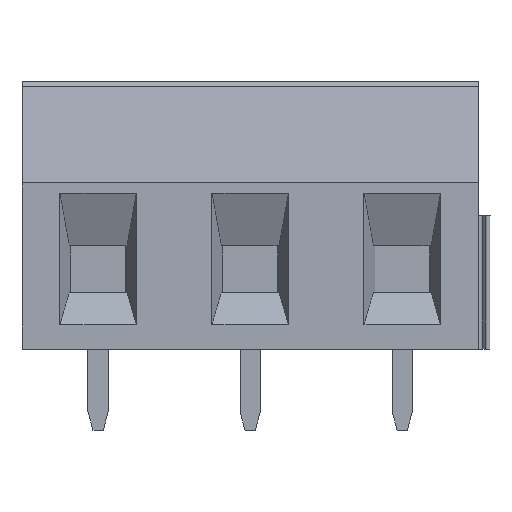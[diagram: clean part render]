
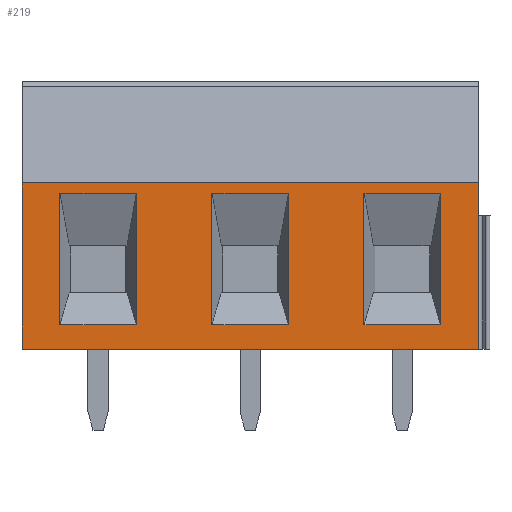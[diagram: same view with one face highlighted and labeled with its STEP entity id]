
A CAD part, top view. The second image highlights one B-rep face of the part: STEP entity #219.
In plain terms, the highlighted planar face has unit normal (0, 0, 1).
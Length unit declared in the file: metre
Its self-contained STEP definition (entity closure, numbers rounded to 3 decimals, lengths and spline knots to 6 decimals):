
#219=ADVANCED_FACE('',(#569,#570,#571,#572),#573,.T.);
#569=FACE_BOUND('',#1065,.T.);
#570=FACE_OUTER_BOUND('',#1066,.T.);
#571=FACE_BOUND('',#1067,.T.);
#572=FACE_BOUND('',#1068,.T.);
#573=PLANE('',#1069);
#1065=EDGE_LOOP('',(#1677,#1678,#1679,#1680));
#1066=EDGE_LOOP('',(#1681,#1682,#1683,#1684,#1685,#1686,#1687,#1688));
#1067=EDGE_LOOP('',(#1689,#1690,#1691,#1692));
#1068=EDGE_LOOP('',(#1693,#1694,#1695,#1696));
#1069=AXIS2_PLACEMENT_3D('',#1697,#1698,#1699);
#1677=ORIENTED_EDGE('',*,*,#3066,.F.);
#1678=ORIENTED_EDGE('',*,*,#3067,.T.);
#1679=ORIENTED_EDGE('',*,*,#3068,.T.);
#1680=ORIENTED_EDGE('',*,*,#3069,.T.);
#1681=ORIENTED_EDGE('',*,*,#3070,.F.);
#1682=ORIENTED_EDGE('',*,*,#3071,.T.);
#1683=ORIENTED_EDGE('',*,*,#3072,.T.);
#1684=ORIENTED_EDGE('',*,*,#3073,.F.);
#1685=ORIENTED_EDGE('',*,*,#3074,.F.);
#1686=ORIENTED_EDGE('',*,*,#3075,.F.);
#1687=ORIENTED_EDGE('',*,*,#3076,.F.);
#1688=ORIENTED_EDGE('',*,*,#3077,.F.);
#1689=ORIENTED_EDGE('',*,*,#3013,.T.);
#1690=ORIENTED_EDGE('',*,*,#3078,.T.);
#1691=ORIENTED_EDGE('',*,*,#3079,.F.);
#1692=ORIENTED_EDGE('',*,*,#3080,.T.);
#1693=ORIENTED_EDGE('',*,*,#3081,.T.);
#1694=ORIENTED_EDGE('',*,*,#3047,.T.);
#1695=ORIENTED_EDGE('',*,*,#3027,.F.);
#1696=ORIENTED_EDGE('',*,*,#3034,.T.);
#1697=CARTESIAN_POINT('',(0.02762,-0.000005,0.0));
#1698=DIRECTION('',(0.0,0.0,1.0));
#1699=DIRECTION('',(1.0,0.0,0.0));
#3013=EDGE_CURVE('',#3632,#3629,#3633,.T.);
#3027=EDGE_CURVE('',#3653,#3655,#3656,.T.);
#3034=EDGE_CURVE('',#3653,#3665,#3667,.T.);
#3047=EDGE_CURVE('',#3689,#3655,#3690,.T.);
#3066=EDGE_CURVE('',#3723,#3724,#3725,.T.);
#3067=EDGE_CURVE('',#3723,#3726,#3727,.T.);
#3068=EDGE_CURVE('',#3726,#3728,#3729,.T.);
#3069=EDGE_CURVE('',#3728,#3724,#3730,.T.);
#3070=EDGE_CURVE('',#3731,#3732,#3733,.T.);
#3071=EDGE_CURVE('',#3731,#3734,#3735,.T.);
#3072=EDGE_CURVE('',#3734,#3736,#3737,.T.);
#3073=EDGE_CURVE('',#3738,#3736,#3739,.T.);
#3074=EDGE_CURVE('',#3740,#3738,#3741,.T.);
#3075=EDGE_CURVE('',#3742,#3740,#3743,.T.);
#3076=EDGE_CURVE('',#3744,#3742,#3745,.T.);
#3077=EDGE_CURVE('',#3732,#3744,#3746,.T.);
#3078=EDGE_CURVE('',#3629,#3747,#3748,.T.);
#3079=EDGE_CURVE('',#3749,#3747,#3750,.T.);
#3080=EDGE_CURVE('',#3749,#3632,#3751,.T.);
#3081=EDGE_CURVE('',#3665,#3689,#3752,.T.);
#3629=VERTEX_POINT('',#4524);
#3632=VERTEX_POINT('',#4528);
#3633=LINE('',#4529,#4530);
#3653=VERTEX_POINT('',#4559);
#3655=VERTEX_POINT('',#4562);
#3656=LINE('',#4563,#4564);
#3665=VERTEX_POINT('',#4577);
#3667=LINE('',#4580,#4581);
#3689=VERTEX_POINT('',#4611);
#3690=LINE('',#4612,#4613);
#3723=VERTEX_POINT('',#4662);
#3724=VERTEX_POINT('',#4663);
#3725=LINE('',#4664,#4665);
#3726=VERTEX_POINT('',#4666);
#3727=LINE('',#4667,#4668);
#3728=VERTEX_POINT('',#4669);
#3729=LINE('',#4670,#4671);
#3730=LINE('',#4672,#4673);
#3731=VERTEX_POINT('',#4674);
#3732=VERTEX_POINT('',#4675);
#3733=LINE('',#4676,#4677);
#3734=VERTEX_POINT('',#4678);
#3735=LINE('',#4679,#4680);
#3736=VERTEX_POINT('',#4681);
#3737=LINE('',#4682,#4683);
#3738=VERTEX_POINT('',#4684);
#3739=LINE('',#4685,#4686);
#3740=VERTEX_POINT('',#4687);
#3741=LINE('',#4688,#4689);
#3742=VERTEX_POINT('',#4690);
#3743=LINE('',#4691,#4692);
#3744=VERTEX_POINT('',#4693);
#3745=LINE('',#4694,#4695);
#3746=LINE('',#4696,#4697);
#3747=VERTEX_POINT('',#4698);
#3748=LINE('',#4699,#4700);
#3749=VERTEX_POINT('',#4701);
#3750=LINE('',#4702,#4703);
#3751=LINE('',#4704,#4705);
#3752=LINE('',#4706,#4707);
#4524=CARTESIAN_POINT('',(0.029385,0.007695,0.0));
#4528=CARTESIAN_POINT('',(0.025615,0.007695,0.0));
#4529=CARTESIAN_POINT('',(0.025615,0.007695,0.0));
#4530=VECTOR('',#5661,1.0);
#4559=CARTESIAN_POINT('',(0.033115,0.001195,0.0));
#4562=CARTESIAN_POINT('',(0.036885,0.001195,0.0));
#4563=CARTESIAN_POINT('',(0.033115,0.001195,0.0));
#4564=VECTOR('',#5672,1.0);
#4577=CARTESIAN_POINT('',(0.033115,0.007695,0.0));
#4580=CARTESIAN_POINT('',(0.033115,0.001195,0.0));
#4581=VECTOR('',#5678,1.0);
#4611=CARTESIAN_POINT('',(0.036885,0.007695,0.0));
#4612=CARTESIAN_POINT('',(0.036885,0.007695,0.0));
#4613=VECTOR('',#5690,1.0);
#4662=CARTESIAN_POINT('',(0.021885,0.007695,0.0));
#4663=CARTESIAN_POINT('',(0.018115,0.007695,0.0));
#4664=CARTESIAN_POINT('',(0.021885,0.007695,0.0));
#4665=VECTOR('',#5707,1.0);
#4666=CARTESIAN_POINT('',(0.021885,0.001195,0.0));
#4667=CARTESIAN_POINT('',(0.021885,0.007695,0.0));
#4668=VECTOR('',#5708,1.0);
#4669=CARTESIAN_POINT('',(0.018115,0.001195,0.0));
#4670=CARTESIAN_POINT('',(0.021885,0.001195,0.0));
#4671=VECTOR('',#5709,1.0);
#4672=CARTESIAN_POINT('',(0.018115,0.001195,0.0));
#4673=VECTOR('',#5710,1.0);
#4674=CARTESIAN_POINT('',(0.03875,0.0,0.0));
#4675=CARTESIAN_POINT('',(0.01625,0.0,0.0));
#4676=CARTESIAN_POINT('',(0.022002,0.0,0.0));
#4677=VECTOR('',#5711,1.0);
#4678=CARTESIAN_POINT('',(0.03875,0.0066,0.0));
#4679=CARTESIAN_POINT('',(0.03875,0.,0.0));
#4680=VECTOR('',#5712,1.0);
#4681=CARTESIAN_POINT('',(0.03875,0.0066,0.0));
#4682=CARTESIAN_POINT('',(0.03875,0.0066,0.0));
#4683=VECTOR('',#5713,1.0);
#4684=CARTESIAN_POINT('',(0.03875,0.008197,0.0));
#4685=CARTESIAN_POINT('',(0.03875,-0.000005,0.0));
#4686=VECTOR('',#5714,1.0);
#4687=CARTESIAN_POINT('',(0.01625,0.008197,0.0));
#4688=CARTESIAN_POINT('',(0.02762,0.008197,0.0));
#4689=VECTOR('',#5715,1.0);
#4690=CARTESIAN_POINT('',(0.01625,0.006699,0.0));
#4691=CARTESIAN_POINT('',(0.01625,0.,0.0));
#4692=VECTOR('',#5716,1.0);
#4693=CARTESIAN_POINT('',(0.01625,0.006699,0.0));
#4694=CARTESIAN_POINT('',(0.02641,0.006699,0.0));
#4695=VECTOR('',#5717,1.0);
#4696=CARTESIAN_POINT('',(0.01625,0.,0.0));
#4697=VECTOR('',#5718,1.0);
#4698=CARTESIAN_POINT('',(0.029385,0.001195,0.0));
#4699=CARTESIAN_POINT('',(0.029385,0.007695,0.0));
#4700=VECTOR('',#5719,1.0);
#4701=CARTESIAN_POINT('',(0.025615,0.001195,0.0));
#4702=CARTESIAN_POINT('',(0.025615,0.001195,0.0));
#4703=VECTOR('',#5720,1.0);
#4704=CARTESIAN_POINT('',(0.025615,0.001195,0.0));
#4705=VECTOR('',#5721,1.0);
#4706=CARTESIAN_POINT('',(0.033115,0.007695,0.0));
#4707=VECTOR('',#5722,1.0);
#5661=DIRECTION('',(1.0,0.0,0.0));
#5672=DIRECTION('',(1.0,0.0,0.0));
#5678=DIRECTION('',(0.0,1.0,0.0));
#5690=DIRECTION('',(0.0,-1.0,0.0));
#5707=DIRECTION('',(-1.0,0.0,0.0));
#5708=DIRECTION('',(0.0,-1.0,0.0));
#5709=DIRECTION('',(-1.0,0.0,0.0));
#5710=DIRECTION('',(0.0,1.0,0.0));
#5711=DIRECTION('',(-1.0,0.0,0.0));
#5712=DIRECTION('',(0.0,1.0,0.0));
#5713=DIRECTION('',(-1.0,0.0,0.0));
#5714=DIRECTION('',(0.0,-1.0,0.0));
#5715=DIRECTION('',(1.0,0.0,0.0));
#5716=DIRECTION('',(0.0,1.0,0.0));
#5717=DIRECTION('',(-1.0,0.0,0.0));
#5718=DIRECTION('',(0.0,1.0,0.0));
#5719=DIRECTION('',(0.0,-1.0,0.0));
#5720=DIRECTION('',(1.0,0.0,0.0));
#5721=DIRECTION('',(0.0,1.0,0.0));
#5722=DIRECTION('',(1.0,0.0,0.0));
